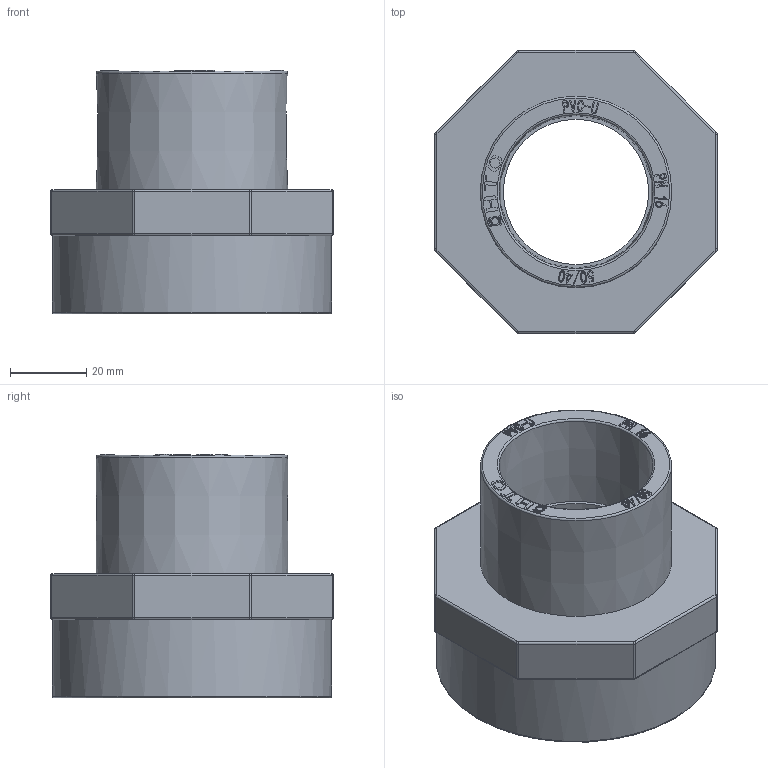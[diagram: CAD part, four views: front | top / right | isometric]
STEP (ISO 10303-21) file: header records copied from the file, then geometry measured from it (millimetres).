
FILE_DESCRIPTION(/* description */ (''),/* implementation_level */ '2;1');
FILE_NAME(/* name */ '40-50X2内外插内螺纹变接头.stp',/* time_stamp */ '2024-03-27T09:03:04+08:00',/* author */ (''),/* organization */ (''),/* preprocessor_version */ 'ST-DEVELOPER v16',/* originating_system */ 'SIEMENS PLM Software NX 10.0',/* authorisation */ '');
FILE_SCHEMA (('AUTOMOTIVE_DESIGN { 1 0 10303 214 3 1 1 1 }'));
Length unit declared in the file: millimetre
Products named in the file (1): gelv17541454zc71
Bounding box: 74 x 74 x 63.8 mm (x, y, z)
Volume: 84392.1 mm3; surface area: 32033.1 mm2
Topology: 1 solids, 1 shells, 815 faces, 2302 edges, 1520 vertices
Faces by surface type: plane 736, cylinder 46, bspline 18, extrusion 9, torus 4, cone 2
Full cylindrical faces by diameter (mm): 1.821 x1, 2.428 x1, 38 x1, 59.614 x11, 64 x1, 73 x1
Entity records: 31906 total; most frequent: CARTESIAN_POINT 13871, ORIENTED_EDGE 4510, DIRECTION 2532, EDGE_CURVE 2255, VERTEX_POINT 1496, B_SPLINE_CURVE_WITH_KNOTS 1399, AXIS2_PLACEMENT_3D 880, EDGE_LOOP 849
